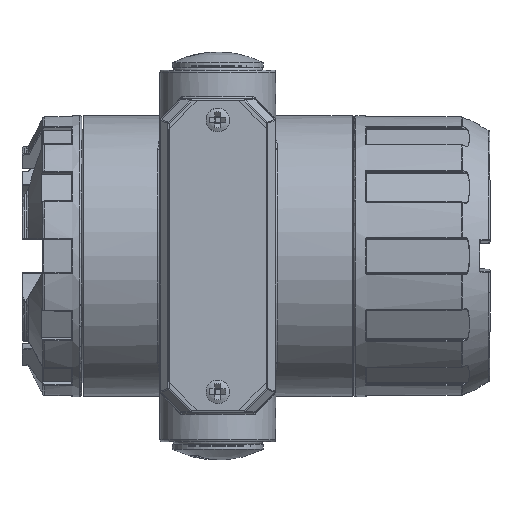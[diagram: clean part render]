
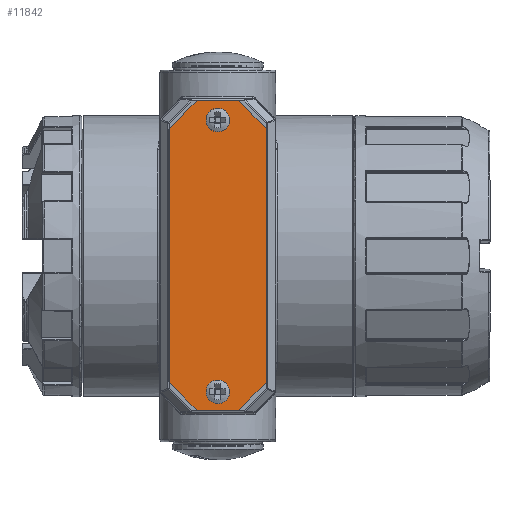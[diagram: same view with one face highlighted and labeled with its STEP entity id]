
A CAD part, top view. The second image highlights one B-rep face of the part: STEP entity #11842.
In plain terms, the highlighted planar face has unit normal (0, 0, 1).
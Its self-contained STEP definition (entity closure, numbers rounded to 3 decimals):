
#11842=ADVANCED_FACE('',(#40383,#40385,#40387),#40389,.T.);
#40383=FACE_BOUND('',#40384,.T.);
#40384=EDGE_LOOP('',(#73068,#73069,#73070,#73071,#73072,#73073,#73074,#73075));
#40385=FACE_BOUND('',#40386,.T.);
#40386=EDGE_LOOP('',(#73076));
#40387=FACE_BOUND('',#40388,.T.);
#40388=EDGE_LOOP('',(#73077));
#40389=PLANE('',#40390);
#40390=AXIS2_PLACEMENT_3D('',#40391,#40392,#40393);
#40391=CARTESIAN_POINT('',(0.,0.,0.3));
#40392=DIRECTION('',(0.,0.,1.));
#40393=DIRECTION('',(-1.,0.,0.));
#73068=ORIENTED_EDGE('',*,*,#79486,.T.);
#73069=ORIENTED_EDGE('',*,*,#79487,.T.);
#73070=ORIENTED_EDGE('',*,*,#79488,.T.);
#73071=ORIENTED_EDGE('',*,*,#79489,.T.);
#73072=ORIENTED_EDGE('',*,*,#79490,.T.);
#73073=ORIENTED_EDGE('',*,*,#79491,.T.);
#73074=ORIENTED_EDGE('',*,*,#79492,.T.);
#73075=ORIENTED_EDGE('',*,*,#79493,.T.);
#73076=ORIENTED_EDGE('',*,*,#79494,.T.);
#73077=ORIENTED_EDGE('',*,*,#79495,.T.);
#79486=EDGE_CURVE('',#85121,#85122,#85123,.T.);
#79487=EDGE_CURVE('',#85122,#85124,#85125,.T.);
#79488=EDGE_CURVE('',#85124,#85126,#85127,.T.);
#79489=EDGE_CURVE('',#85126,#85128,#85129,.T.);
#79490=EDGE_CURVE('',#85128,#85130,#85131,.T.);
#79491=EDGE_CURVE('',#85130,#85132,#85133,.T.);
#79492=EDGE_CURVE('',#85132,#85134,#85135,.T.);
#79493=EDGE_CURVE('',#85134,#85121,#85136,.T.);
#79494=EDGE_CURVE('',#85137,#85137,#85138,.F.);
#79495=EDGE_CURVE('',#85139,#85139,#85140,.F.);
#85121=VERTEX_POINT('',#102929);
#85122=VERTEX_POINT('',#102930);
#85123=LINE('',#102931,#102932);
#85124=VERTEX_POINT('',#102934);
#85125=LINE('',#102935,#102936);
#85126=VERTEX_POINT('',#102938);
#85127=LINE('',#102939,#102940);
#85128=VERTEX_POINT('',#102942);
#85129=LINE('',#102943,#102944);
#85130=VERTEX_POINT('',#102946);
#85131=LINE('',#102947,#102948);
#85132=VERTEX_POINT('',#102950);
#85133=LINE('',#102951,#102952);
#85134=VERTEX_POINT('',#102954);
#85135=LINE('',#102955,#102956);
#85136=LINE('',#102958,#102959);
#85137=VERTEX_POINT('',#102961);
#85138=CIRCLE('',#102962,1.75);
#85139=VERTEX_POINT('',#102966);
#85140=CIRCLE('',#102967,1.75);
#102929=CARTESIAN_POINT('',(5.,37.5,0.3));
#102930=CARTESIAN_POINT('',(-5.,37.5,0.3));
#102931=CARTESIAN_POINT('',(5.,37.5,0.3));
#102932=VECTOR('',#102933,1.);
#102933=DIRECTION('',(-1.,0.,0.));
#102934=CARTESIAN_POINT('',(-12.,30.5,0.3));
#102935=CARTESIAN_POINT('',(-5.,37.5,0.3));
#102936=VECTOR('',#102937,1.);
#102937=DIRECTION('',(-0.707,-0.707,0.));
#102938=CARTESIAN_POINT('',(-12.,-30.5,0.3));
#102939=CARTESIAN_POINT('',(-12.,30.5,0.3));
#102940=VECTOR('',#102941,1.);
#102941=DIRECTION('',(0.,-1.,0.));
#102942=CARTESIAN_POINT('',(-5.,-37.5,0.3));
#102943=CARTESIAN_POINT('',(-12.,-30.5,0.3));
#102944=VECTOR('',#102945,1.);
#102945=DIRECTION('',(0.707,-0.707,0.));
#102946=CARTESIAN_POINT('',(5.,-37.5,0.3));
#102947=CARTESIAN_POINT('',(-5.,-37.5,0.3));
#102948=VECTOR('',#102949,1.);
#102949=DIRECTION('',(1.,0.,0.));
#102950=CARTESIAN_POINT('',(12.,-30.5,0.3));
#102951=CARTESIAN_POINT('',(5.,-37.5,0.3));
#102952=VECTOR('',#102953,1.);
#102953=DIRECTION('',(0.707,0.707,0.));
#102954=CARTESIAN_POINT('',(12.,30.5,0.3));
#102955=CARTESIAN_POINT('',(12.,-30.5,0.3));
#102956=VECTOR('',#102957,1.);
#102957=DIRECTION('',(0.,1.,0.));
#102958=CARTESIAN_POINT('',(12.,30.5,0.3));
#102959=VECTOR('',#102960,1.);
#102960=DIRECTION('',(-0.707,0.707,0.));
#102961=CARTESIAN_POINT('',(-1.75,-33.,0.3));
#102962=AXIS2_PLACEMENT_3D('',#102963,#102964,#102965);
#102963=CARTESIAN_POINT('',(0.,-33.,0.3));
#102964=DIRECTION('',(0.,0.,1.));
#102965=DIRECTION('',(-1.,0.,0.));
#102966=CARTESIAN_POINT('',(-1.75,33.,0.3));
#102967=AXIS2_PLACEMENT_3D('',#102968,#102969,#102970);
#102968=CARTESIAN_POINT('',(0.,33.,0.3));
#102969=DIRECTION('',(0.,0.,1.));
#102970=DIRECTION('',(-1.,0.,0.));
